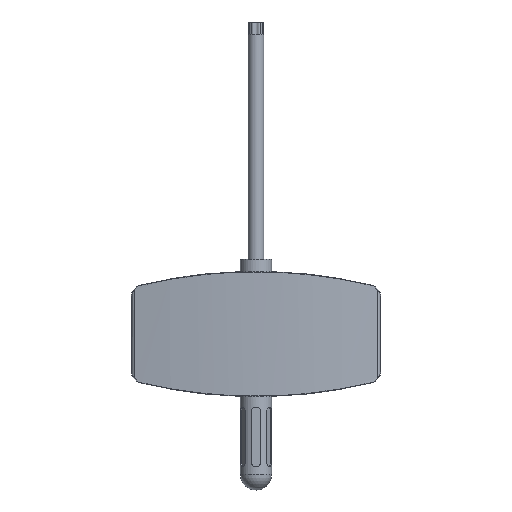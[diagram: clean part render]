
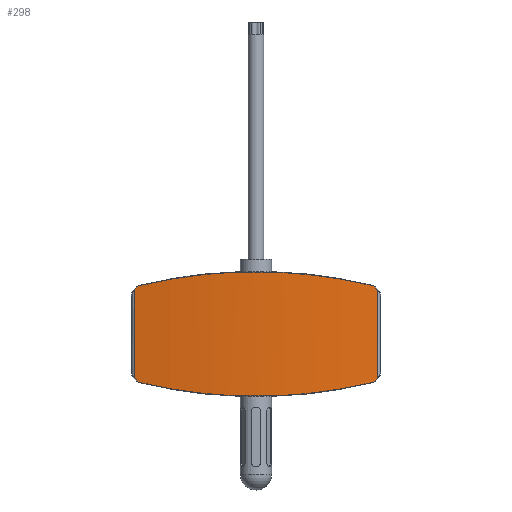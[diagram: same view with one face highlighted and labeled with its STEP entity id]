
A CAD part, front view. The second image highlights one B-rep face of the part: STEP entity #298.
In plain terms, the highlighted cylindrical face has radius 120 mm (diameter 240 mm), a partial arc.
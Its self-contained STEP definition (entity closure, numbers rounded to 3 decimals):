
#46=B_SPLINE_CURVE_WITH_KNOTS('',3,(#1826,#1827,#1828,#1829,#1830,#1831,
#1832,#1833,#1834,#1835,#1836,#1837),.UNSPECIFIED.,.F.,.F.,(4,1,1,1,1,1,
1,1,1,4),(0.,0.111,0.222,0.333,0.444,
0.556,0.667,0.778,0.889,1.),
 .UNSPECIFIED.);
#51=B_SPLINE_CURVE_WITH_KNOTS('',3,(#1893,#1894,#1895,#1896,#1897,#1898,
#1899,#1900,#1901,#1902,#1903,#1904),.UNSPECIFIED.,.F.,.F.,(4,1,1,1,1,1,
1,1,1,4),(0.,0.111,0.222,0.333,0.444,
0.556,0.667,0.778,0.889,1.),
 .UNSPECIFIED.);
#54=B_SPLINE_CURVE_WITH_KNOTS('',3,(#1934,#1935,#1936,#1937,#1938,#1939),
 .UNSPECIFIED.,.F.,.F.,(4,2,4),(0.,0.5,1.),.UNSPECIFIED.);
#55=B_SPLINE_CURVE_WITH_KNOTS('',3,(#1943,#1944,#1945,#1946,#1947,#1948,
#1949,#1950,#1951,#1952,#1953,#1954),.UNSPECIFIED.,.F.,.F.,(4,1,1,1,1,1,
1,1,1,4),(0.,0.111,0.222,0.333,0.444,
0.556,0.667,0.778,0.889,1.),
 .UNSPECIFIED.);
#56=B_SPLINE_CURVE_WITH_KNOTS('',3,(#1956,#1957,#1958,#1959,#1960,#1961),
 .UNSPECIFIED.,.F.,.F.,(4,2,4),(0.,0.5,1.),.UNSPECIFIED.);
#57=B_SPLINE_CURVE_WITH_KNOTS('',3,(#1963,#1964,#1965,#1966,#1967,#1968,
#1969,#1970,#1971,#1972,#1973,#1974),.UNSPECIFIED.,.F.,.F.,(4,1,1,1,1,1,
1,1,1,4),(0.,0.111,0.222,0.333,0.444,
0.556,0.667,0.778,0.889,1.),
 .UNSPECIFIED.);
#105=CYLINDRICAL_SURFACE('',#1286,120.);
#143=LINE('',#1941,#217);
#144=LINE('',#1976,#218);
#217=VECTOR('',#1506,1.);
#218=VECTOR('',#1507,1.);
#298=ADVANCED_FACE('',(#386),#105,.T.);
#386=FACE_OUTER_BOUND('',#455,.T.);
#455=EDGE_LOOP('',(#627,#628,#629,#630,#631,#632,#633,#634));
#627=ORIENTED_EDGE('',*,*,#1024,.F.);
#628=ORIENTED_EDGE('',*,*,#1030,.T.);
#629=ORIENTED_EDGE('',*,*,#1031,.F.);
#630=ORIENTED_EDGE('',*,*,#1032,.F.);
#631=ORIENTED_EDGE('',*,*,#1033,.F.);
#632=ORIENTED_EDGE('',*,*,#1034,.F.);
#633=ORIENTED_EDGE('',*,*,#1017,.F.);
#634=ORIENTED_EDGE('',*,*,#1029,.F.);
#887=VERTEX_POINT('',#1838);
#888=VERTEX_POINT('',#1839);
#893=VERTEX_POINT('',#1892);
#894=VERTEX_POINT('',#1905);
#897=VERTEX_POINT('',#1942);
#898=VERTEX_POINT('',#1955);
#899=VERTEX_POINT('',#1962);
#900=VERTEX_POINT('',#1975);
#1017=EDGE_CURVE('',#887,#888,#46,.T.);
#1024=EDGE_CURVE('',#893,#894,#51,.T.);
#1029=EDGE_CURVE('',#894,#887,#54,.T.);
#1030=EDGE_CURVE('',#893,#897,#143,.T.);
#1031=EDGE_CURVE('',#898,#897,#55,.T.);
#1032=EDGE_CURVE('',#899,#898,#56,.T.);
#1033=EDGE_CURVE('',#900,#899,#57,.T.);
#1034=EDGE_CURVE('',#888,#900,#144,.T.);
#1286=AXIS2_PLACEMENT_3D('',#1977,#1508,#1509);
#1506=DIRECTION('',(0.,0.,-1.));
#1507=DIRECTION('',(0.,0.,-1.));
#1508=DIRECTION('',(0.,0.,1.));
#1509=DIRECTION('',(0.,1.,0.));
#1826=CARTESIAN_POINT('',(18.286,-2.599,-42.159));
#1827=CARTESIAN_POINT('',(18.34,-2.59,-42.172));
#1828=CARTESIAN_POINT('',(18.447,-2.574,-42.201));
#1829=CARTESIAN_POINT('',(18.604,-2.549,-42.258));
#1830=CARTESIAN_POINT('',(18.755,-2.525,-42.327));
#1831=CARTESIAN_POINT('',(18.899,-2.503,-42.407));
#1832=CARTESIAN_POINT('',(19.034,-2.481,-42.497));
#1833=CARTESIAN_POINT('',(19.163,-2.46,-42.598));
#1834=CARTESIAN_POINT('',(19.282,-2.441,-42.708));
#1835=CARTESIAN_POINT('',(19.391,-2.423,-42.826));
#1836=CARTESIAN_POINT('',(19.456,-2.412,-42.909));
#1837=CARTESIAN_POINT('',(19.487,-2.407,-42.952));
#1838=CARTESIAN_POINT('',(18.286,-2.599,-42.159));
#1839=CARTESIAN_POINT('',(19.487,-2.407,-42.952));
#1892=CARTESIAN_POINT('',(-19.487,-2.407,-42.952));
#1893=CARTESIAN_POINT('',(-19.487,-2.407,-42.952));
#1894=CARTESIAN_POINT('',(-19.456,-2.412,-42.909));
#1895=CARTESIAN_POINT('',(-19.391,-2.423,-42.826));
#1896=CARTESIAN_POINT('',(-19.282,-2.441,-42.708));
#1897=CARTESIAN_POINT('',(-19.163,-2.46,-42.598));
#1898=CARTESIAN_POINT('',(-19.034,-2.481,-42.497));
#1899=CARTESIAN_POINT('',(-18.899,-2.503,-42.407));
#1900=CARTESIAN_POINT('',(-18.755,-2.525,-42.327));
#1901=CARTESIAN_POINT('',(-18.604,-2.549,-42.258));
#1902=CARTESIAN_POINT('',(-18.447,-2.574,-42.201));
#1903=CARTESIAN_POINT('',(-18.34,-2.59,-42.172));
#1904=CARTESIAN_POINT('',(-18.286,-2.599,-42.159));
#1905=CARTESIAN_POINT('',(-18.286,-2.599,-42.159));
#1934=CARTESIAN_POINT('',(-18.286,-2.599,-42.159));
#1935=CARTESIAN_POINT('',(-12.3,-3.522,-40.759));
#1936=CARTESIAN_POINT('',(-6.225,-3.997,-40.067));
#1937=CARTESIAN_POINT('',(6.099,-4.003,-40.057));
#1938=CARTESIAN_POINT('',(12.299,-3.522,-40.759));
#1939=CARTESIAN_POINT('',(18.286,-2.599,-42.159));
#1941=CARTESIAN_POINT('',(-19.487,-2.407,-42.952));
#1942=CARTESIAN_POINT('',(-19.487,-2.407,-57.048));
#1943=CARTESIAN_POINT('',(-18.286,-2.599,-57.841));
#1944=CARTESIAN_POINT('',(-18.34,-2.59,-57.828));
#1945=CARTESIAN_POINT('',(-18.447,-2.574,-57.799));
#1946=CARTESIAN_POINT('',(-18.604,-2.549,-57.742));
#1947=CARTESIAN_POINT('',(-18.755,-2.525,-57.673));
#1948=CARTESIAN_POINT('',(-18.899,-2.503,-57.593));
#1949=CARTESIAN_POINT('',(-19.034,-2.481,-57.503));
#1950=CARTESIAN_POINT('',(-19.163,-2.46,-57.402));
#1951=CARTESIAN_POINT('',(-19.282,-2.441,-57.292));
#1952=CARTESIAN_POINT('',(-19.391,-2.423,-57.174));
#1953=CARTESIAN_POINT('',(-19.456,-2.412,-57.091));
#1954=CARTESIAN_POINT('',(-19.487,-2.407,-57.048));
#1955=CARTESIAN_POINT('',(-18.286,-2.599,-57.841));
#1956=CARTESIAN_POINT('',(18.286,-2.599,-57.841));
#1957=CARTESIAN_POINT('',(12.3,-3.522,-59.241));
#1958=CARTESIAN_POINT('',(6.225,-3.997,-59.933));
#1959=CARTESIAN_POINT('',(-6.099,-4.003,-59.943));
#1960=CARTESIAN_POINT('',(-12.299,-3.522,-59.241));
#1961=CARTESIAN_POINT('',(-18.286,-2.599,-57.841));
#1962=CARTESIAN_POINT('',(18.286,-2.599,-57.841));
#1963=CARTESIAN_POINT('',(19.487,-2.407,-57.048));
#1964=CARTESIAN_POINT('',(19.456,-2.412,-57.091));
#1965=CARTESIAN_POINT('',(19.391,-2.423,-57.174));
#1966=CARTESIAN_POINT('',(19.282,-2.441,-57.292));
#1967=CARTESIAN_POINT('',(19.163,-2.46,-57.402));
#1968=CARTESIAN_POINT('',(19.034,-2.481,-57.503));
#1969=CARTESIAN_POINT('',(18.899,-2.503,-57.593));
#1970=CARTESIAN_POINT('',(18.755,-2.525,-57.673));
#1971=CARTESIAN_POINT('',(18.604,-2.549,-57.742));
#1972=CARTESIAN_POINT('',(18.447,-2.574,-57.799));
#1973=CARTESIAN_POINT('',(18.34,-2.59,-57.828));
#1974=CARTESIAN_POINT('',(18.286,-2.599,-57.841));
#1975=CARTESIAN_POINT('',(19.487,-2.407,-57.048));
#1976=CARTESIAN_POINT('',(19.487,-2.407,-42.952));
#1977=CARTESIAN_POINT('',(0.,116.,-40.));
